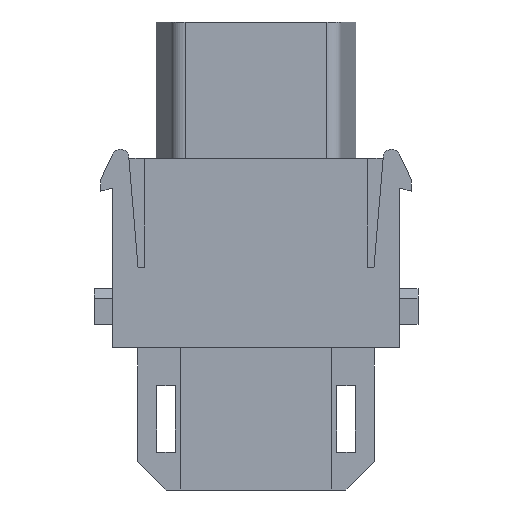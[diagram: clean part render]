
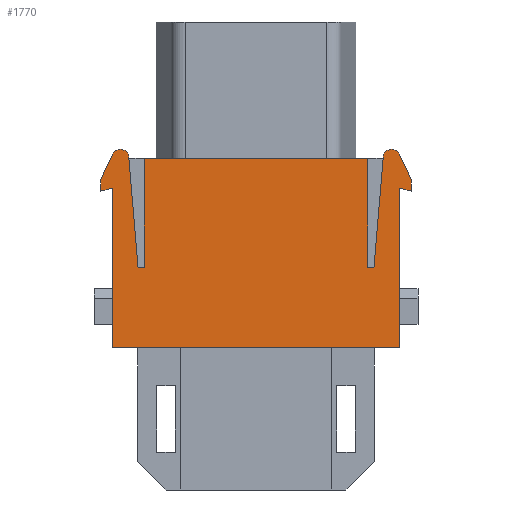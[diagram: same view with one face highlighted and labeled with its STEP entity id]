
A CAD part, left-side view. The second image highlights one B-rep face of the part: STEP entity #1770.
In plain terms, the highlighted planar face has unit normal (-1, 0, 0).
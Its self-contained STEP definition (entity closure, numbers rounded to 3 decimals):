
#1770=ADVANCED_FACE('',(#2410),#2112,.T.);
#2112=PLANE('',#9346);
#2410=FACE_OUTER_BOUND('',#2766,.T.);
#2766=EDGE_LOOP('',(#3587,#3588,#3589,#3590,#3591,#3592,#3593,#3594,#3595,
#3596,#3597,#3598,#3599,#3600,#3601,#3602,#3603,#3604));
#3587=ORIENTED_EDGE('',*,*,#5961,.T.);
#3588=ORIENTED_EDGE('',*,*,#5957,.T.);
#3589=ORIENTED_EDGE('',*,*,#5893,.T.);
#3590=ORIENTED_EDGE('',*,*,#5962,.F.);
#3591=ORIENTED_EDGE('',*,*,#5889,.T.);
#3592=ORIENTED_EDGE('',*,*,#5885,.T.);
#3593=ORIENTED_EDGE('',*,*,#5866,.T.);
#3594=ORIENTED_EDGE('',*,*,#5870,.T.);
#3595=ORIENTED_EDGE('',*,*,#5873,.T.);
#3596=ORIENTED_EDGE('',*,*,#5876,.T.);
#3597=ORIENTED_EDGE('',*,*,#5879,.T.);
#3598=ORIENTED_EDGE('',*,*,#5963,.F.);
#3599=ORIENTED_EDGE('',*,*,#5964,.F.);
#3600=ORIENTED_EDGE('',*,*,#5949,.T.);
#3601=ORIENTED_EDGE('',*,*,#5936,.T.);
#3602=ORIENTED_EDGE('',*,*,#5933,.T.);
#3603=ORIENTED_EDGE('',*,*,#5930,.T.);
#3604=ORIENTED_EDGE('',*,*,#5927,.T.);
#5170=VERTEX_POINT('',#12237);
#5171=VERTEX_POINT('',#12239);
#5173=VERTEX_POINT('',#12245);
#5175=VERTEX_POINT('',#12251);
#5177=VERTEX_POINT('',#12257);
#5179=VERTEX_POINT('',#12263);
#5182=VERTEX_POINT('',#12272);
#5186=VERTEX_POINT('',#12285);
#5189=VERTEX_POINT('',#12292);
#5190=VERTEX_POINT('',#12294);
#5213=VERTEX_POINT('',#12363);
#5214=VERTEX_POINT('',#12365);
#5216=VERTEX_POINT('',#12371);
#5218=VERTEX_POINT('',#12377);
#5220=VERTEX_POINT('',#12383);
#5231=VERTEX_POINT('',#12409);
#5234=VERTEX_POINT('',#12422);
#5236=VERTEX_POINT('',#12433);
#5866=EDGE_CURVE('',#5171,#5170,#7258,.T.);
#5870=EDGE_CURVE('',#5170,#5173,#6597,.T.);
#5873=EDGE_CURVE('',#5173,#5175,#7263,.T.);
#5876=EDGE_CURVE('',#5175,#5177,#7266,.T.);
#5879=EDGE_CURVE('',#5177,#5179,#7269,.T.);
#5885=EDGE_CURVE('',#5182,#5171,#7275,.T.);
#5889=EDGE_CURVE('',#5186,#5182,#7279,.T.);
#5893=EDGE_CURVE('',#5190,#5189,#7283,.T.);
#5927=EDGE_CURVE('',#5214,#5213,#6599,.T.);
#5930=EDGE_CURVE('',#5216,#5214,#7317,.T.);
#5933=EDGE_CURVE('',#5218,#5216,#7320,.T.);
#5936=EDGE_CURVE('',#5220,#5218,#7323,.T.);
#5949=EDGE_CURVE('',#5231,#5220,#7336,.T.);
#5957=EDGE_CURVE('',#5234,#5190,#7344,.T.);
#5961=EDGE_CURVE('',#5213,#5234,#7348,.T.);
#5962=EDGE_CURVE('',#5186,#5189,#7349,.T.);
#5963=EDGE_CURVE('',#5236,#5179,#7350,.T.);
#5964=EDGE_CURVE('',#5231,#5236,#7351,.T.);
#6597=CIRCLE('',#9311,0.9);
#6599=CIRCLE('',#9334,0.9);
#7258=LINE('',#12238,#8178);
#7263=LINE('',#12252,#8183);
#7266=LINE('',#12258,#8186);
#7269=LINE('',#12264,#8189);
#7275=LINE('',#12276,#8195);
#7279=LINE('',#12284,#8199);
#7283=LINE('',#12293,#8203);
#7317=LINE('',#12370,#8237);
#7320=LINE('',#12376,#8240);
#7323=LINE('',#12382,#8243);
#7336=LINE('',#12408,#8256);
#7344=LINE('',#12421,#8264);
#7348=LINE('',#12429,#8268);
#7349=LINE('',#12431,#8269);
#7350=LINE('',#12432,#8270);
#7351=LINE('',#12434,#8271);
#8178=VECTOR('',#10192,1.);
#8183=VECTOR('',#10205,1.);
#8186=VECTOR('',#10210,1.);
#8189=VECTOR('',#10215,1.);
#8195=VECTOR('',#10225,1.);
#8199=VECTOR('',#10233,1.);
#8203=VECTOR('',#10239,1.);
#8237=VECTOR('',#10307,1.);
#8240=VECTOR('',#10312,1.);
#8243=VECTOR('',#10317,1.);
#8256=VECTOR('',#10334,1.);
#8264=VECTOR('',#10346,1.);
#8268=VECTOR('',#10354,1.);
#8269=VECTOR('',#10357,1.);
#8270=VECTOR('',#10358,1.);
#8271=VECTOR('',#10359,1.);
#9311=AXIS2_PLACEMENT_3D('',#12246,#10199,#10200);
#9334=AXIS2_PLACEMENT_3D('',#12364,#10300,#10301);
#9346=AXIS2_PLACEMENT_3D('',#12435,#10360,#10361);
#10192=DIRECTION('',(0.,0.084,0.996));
#10199=DIRECTION('',(-1.,0.,0.));
#10200=DIRECTION('',(0.,-0.996,0.084));
#10205=DIRECTION('',(0.,0.423,-0.906));
#10210=DIRECTION('',(0.,0.,-1.));
#10215=DIRECTION('',(0.,-0.966,0.259));
#10225=DIRECTION('',(0.,1.,0.));
#10233=DIRECTION('',(0.,0.,-1.));
#10239=DIRECTION('',(0.,0.,1.));
#10300=DIRECTION('',(-1.,0.,0.));
#10301=DIRECTION('',(0.,-0.906,0.423));
#10307=DIRECTION('',(0.,0.423,0.906));
#10312=DIRECTION('',(0.,0.,1.));
#10317=DIRECTION('',(0.,-0.966,-0.259));
#10334=DIRECTION('',(0.,0.,1.));
#10346=DIRECTION('',(0.,1.,0.));
#10354=DIRECTION('',(0.,0.084,-0.996));
#10357=DIRECTION('',(0.,-1.,0.));
#10358=DIRECTION('',(0.,0.,1.));
#10359=DIRECTION('',(0.,1.,0.));
#10360=DIRECTION('',(-1.,0.,0.));
#10361=DIRECTION('',(0.,-1.,0.));
#12237=CARTESIAN_POINT('',(-7.325,13.427,17.634));
#12238=CARTESIAN_POINT('',(-7.325,12.45,6.));
#12239=CARTESIAN_POINT('',(-7.325,12.45,6.));
#12245=CARTESIAN_POINT('',(-7.325,15.139,17.94));
#12246=CARTESIAN_POINT('',(-7.325,14.324,17.559));
#12251=CARTESIAN_POINT('',(-7.325,16.4,15.236));
#12252=CARTESIAN_POINT('',(-7.325,15.139,17.94));
#12257=CARTESIAN_POINT('',(-7.325,16.4,14.036));
#12258=CARTESIAN_POINT('',(-7.325,16.4,15.236));
#12263=CARTESIAN_POINT('',(-7.325,15.15,14.371));
#12264=CARTESIAN_POINT('',(-7.325,16.4,14.036));
#12272=CARTESIAN_POINT('',(-7.325,11.8,6.));
#12276=CARTESIAN_POINT('',(-7.325,11.8,6.));
#12284=CARTESIAN_POINT('',(-7.325,11.8,17.5));
#12285=CARTESIAN_POINT('',(-7.325,11.8,17.5));
#12292=CARTESIAN_POINT('',(-7.325,-11.8,17.5));
#12293=CARTESIAN_POINT('',(-7.325,-11.8,6.));
#12294=CARTESIAN_POINT('',(-7.325,-11.8,6.));
#12363=CARTESIAN_POINT('',(-7.325,-13.427,17.634));
#12364=CARTESIAN_POINT('',(-7.325,-14.324,17.559));
#12365=CARTESIAN_POINT('',(-7.325,-15.139,17.94));
#12370=CARTESIAN_POINT('',(-7.325,-16.4,15.236));
#12371=CARTESIAN_POINT('',(-7.325,-16.4,15.236));
#12376=CARTESIAN_POINT('',(-7.325,-16.4,14.036));
#12377=CARTESIAN_POINT('',(-7.325,-16.4,14.036));
#12382=CARTESIAN_POINT('',(-7.325,-15.654,14.236));
#12383=CARTESIAN_POINT('',(-7.325,-15.15,14.371));
#12408=CARTESIAN_POINT('',(-7.325,-15.15,-2.5));
#12409=CARTESIAN_POINT('',(-7.325,-15.15,-2.5));
#12421=CARTESIAN_POINT('',(-7.325,-12.45,6.));
#12422=CARTESIAN_POINT('',(-7.325,-12.45,6.));
#12429=CARTESIAN_POINT('',(-7.325,-13.427,17.634));
#12431=CARTESIAN_POINT('',(-7.325,11.8,17.5));
#12432=CARTESIAN_POINT('',(-7.325,15.15,-2.5));
#12433=CARTESIAN_POINT('',(-7.325,15.15,-2.5));
#12434=CARTESIAN_POINT('',(-7.325,-15.15,-2.5));
#12435=CARTESIAN_POINT('',(-7.325,16.599,-2.6));
